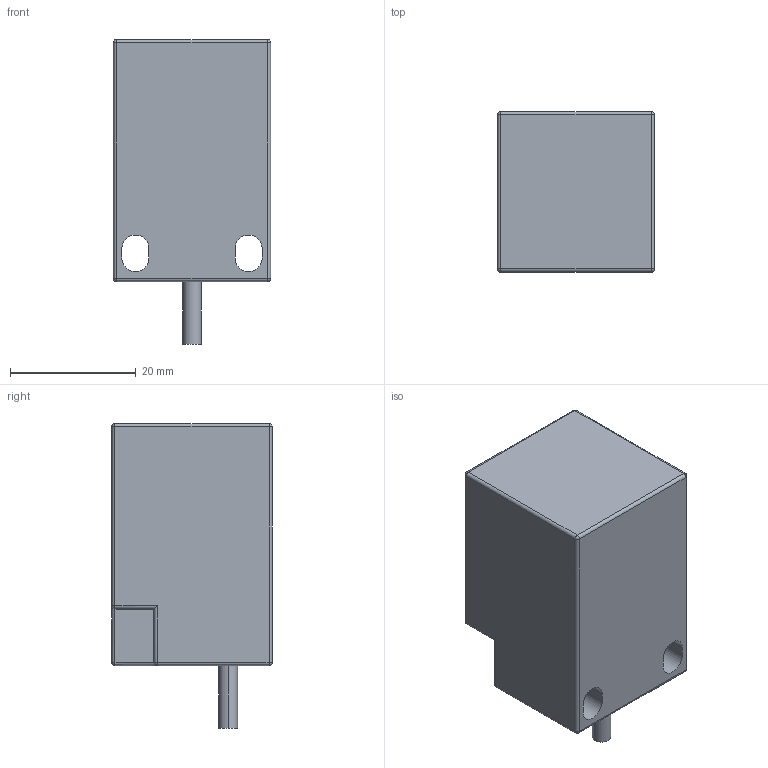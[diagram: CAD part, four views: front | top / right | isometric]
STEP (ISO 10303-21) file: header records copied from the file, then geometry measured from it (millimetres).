
FILE_DESCRIPTION((''),'2;1');
FILE_NAME('DM_CAD-2677','2017-06-22T',('creinig-se'),(''),'PRO/ENGINEER BY PARAMETRIC TECHNOLOGY CORPORATION, 2015440','PRO/ENGINEER BY PARAMETRIC TECHNOLOGY CORPORATION, 2015440','');
FILE_SCHEMA(('CONFIG_CONTROL_DESIGN'));
Length unit declared in the file: millimetre
Products named in the file (1): DM_CAD-2677
Bounding box: 25 x 25.5 x 48.5 mm (x, y, z)
Volume: 22717 mm3; surface area: 5709 mm2
Topology: 1 solids, 1 shells, 62 faces, 200 edges, 138 vertices
Faces by surface type: cylinder 32, plane 18, sphere 12
Entity records: 2838 total; most frequent: DIRECTION 376, CARTESIAN_POINT 373, ORIENTED_EDGE 264, PRESENTATION_STYLE_ASSIGNMENT 206, STYLED_ITEM 202, CURVE_STYLE 195, EDGE_CURVE 132, AXIS2_PLACEMENT_3D 131
